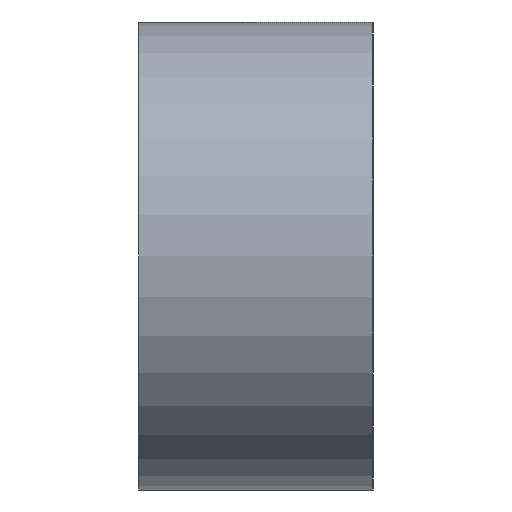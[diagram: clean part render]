
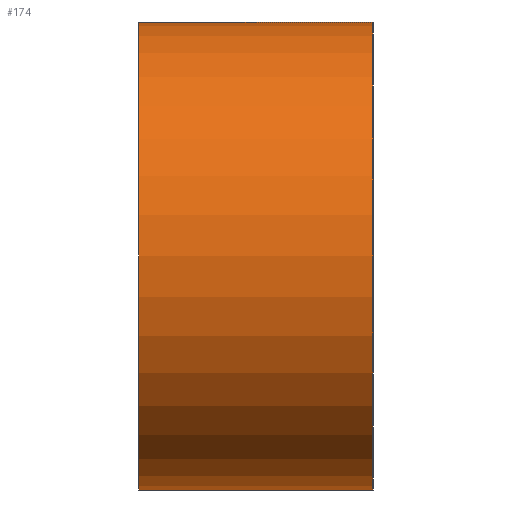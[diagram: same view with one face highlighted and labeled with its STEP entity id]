
A CAD part, left-side view. The second image highlights one B-rep face of the part: STEP entity #174.
In plain terms, the highlighted cylindrical face has radius 4 mm (diameter 8 mm), a partial arc.
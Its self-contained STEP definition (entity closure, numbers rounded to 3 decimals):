
#19 = CARTESIAN_POINT ( 'NONE',  ( -24., 0., -4. ) ) ;
#48 = LINE ( 'NONE', #186, #124 ) ;
#85 = CARTESIAN_POINT ( 'NONE',  ( -24., 4., 4. ) ) ;
#96 = EDGE_CURVE ( 'NONE', #244, #751, #160, .T. ) ;
#124 = VECTOR ( 'NONE', #657, 1000. ) ;
#160 = LINE ( 'NONE', #541, #561 ) ;
#166 = AXIS2_PLACEMENT_3D ( 'NONE', #299, #711, #592 ) ;
#173 = ORIENTED_EDGE ( 'NONE', *, *, #574, .F. ) ;
#174 = ADVANCED_FACE ( 'NONE', ( #755 ), #418, .T. ) ;
#186 = CARTESIAN_POINT ( 'NONE',  ( -24., 4., 4. ) ) ;
#207 = CARTESIAN_POINT ( 'NONE',  ( -24., 0., 4. ) ) ;
#225 = VERTEX_POINT ( 'NONE', #207 ) ;
#244 = VERTEX_POINT ( 'NONE', #377 ) ;
#299 = CARTESIAN_POINT ( 'NONE',  ( -24., 0., 0. ) ) ;
#303 = EDGE_CURVE ( 'NONE', #244, #688, #625, .T. ) ;
#377 = CARTESIAN_POINT ( 'NONE',  ( -24., 4., -4. ) ) ;
#418 = CYLINDRICAL_SURFACE ( 'NONE', #436, 4. ) ;
#434 = DIRECTION ( 'NONE',  ( 0., -1., 0. ) ) ;
#436 = AXIS2_PLACEMENT_3D ( 'NONE', #546, #666, #714 ) ;
#452 = ORIENTED_EDGE ( 'NONE', *, *, #303, .F. ) ;
#489 = AXIS2_PLACEMENT_3D ( 'NONE', #503, #682, #564 ) ;
#503 = CARTESIAN_POINT ( 'NONE',  ( -24., 4., 0. ) ) ;
#507 = EDGE_CURVE ( 'NONE', #751, #225, #635, .T. ) ;
#541 = CARTESIAN_POINT ( 'NONE',  ( -24., 4., -4. ) ) ;
#546 = CARTESIAN_POINT ( 'NONE',  ( -24., 4., 0. ) ) ;
#561 = VECTOR ( 'NONE', #434, 1000. ) ;
#564 = DIRECTION ( 'NONE',  ( 0., 0., 1. ) ) ;
#574 = EDGE_CURVE ( 'NONE', #688, #225, #48, .T. ) ;
#592 = DIRECTION ( 'NONE',  ( 0., 0., 1. ) ) ;
#625 = CIRCLE ( 'NONE', #489, 4. ) ;
#635 = CIRCLE ( 'NONE', #166, 4. ) ;
#657 = DIRECTION ( 'NONE',  ( 0., -1., 0. ) ) ;
#666 = DIRECTION ( 'NONE',  ( 0., -1., 0. ) ) ;
#682 = DIRECTION ( 'NONE',  ( 0., 1., 0. ) ) ;
#688 = VERTEX_POINT ( 'NONE', #85 ) ;
#700 = ORIENTED_EDGE ( 'NONE', *, *, #96, .T. ) ;
#708 = EDGE_LOOP ( 'NONE', ( #745, #173, #452, #700 ) ) ;
#711 = DIRECTION ( 'NONE',  ( 0., 1., 0. ) ) ;
#714 = DIRECTION ( 'NONE',  ( 0., 0., -1. ) ) ;
#745 = ORIENTED_EDGE ( 'NONE', *, *, #507, .T. ) ;
#751 = VERTEX_POINT ( 'NONE', #19 ) ;
#755 = FACE_OUTER_BOUND ( 'NONE', #708, .T. ) ;
